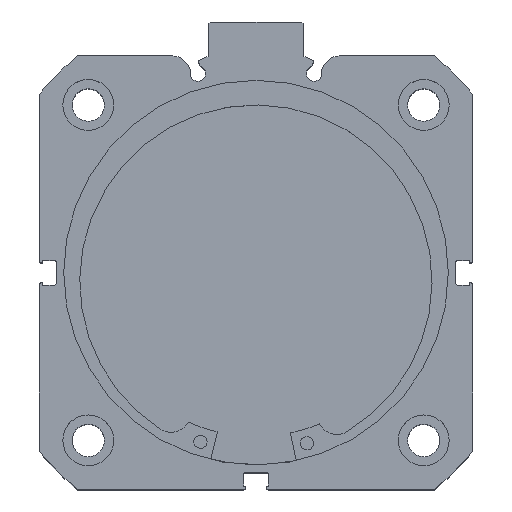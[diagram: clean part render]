
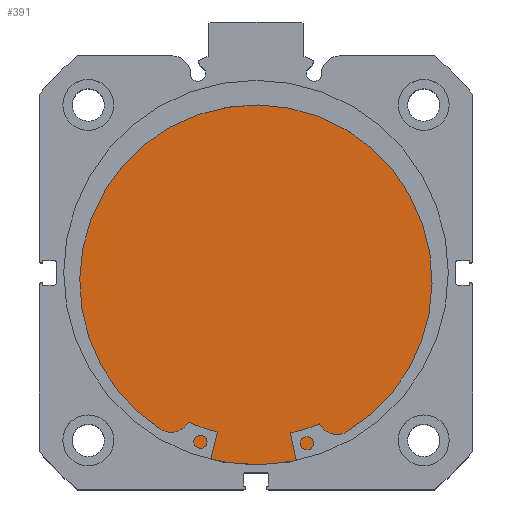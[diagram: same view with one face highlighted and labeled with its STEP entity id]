
A CAD part, top view. The second image highlights one B-rep face of the part: STEP entity #391.
In plain terms, the highlighted face is planar.
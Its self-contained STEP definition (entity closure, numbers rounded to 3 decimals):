
#391 = ADVANCED_FACE ( 'NONE', ( #1985 ), #1255, .F. ) ;
#834 = VERTEX_POINT ( 'NONE', #3109 ) ;
#839 = VERTEX_POINT ( 'NONE', #3114 ) ;
#1254 = CARTESIAN_POINT ( 'NONE',  ( 13., 51., 0. ) ) ;
#1255 = PLANE ( 'NONE',  #6364 ) ;
#1257 = DIRECTION ( 'NONE',  ( -1., 0., 0. ) ) ;
#1258 = DIRECTION ( 'NONE',  ( 0., 0., 1. ) ) ;
#1985 = FACE_OUTER_BOUND ( 'NONE', #6817, .T. ) ;
#2460 = CIRCLE ( 'NONE', #6582, 51. ) ;
#2479 = CIRCLE ( 'NONE', #6589, 51. ) ;
#3109 = CARTESIAN_POINT ( 'NONE',  ( 13., 0., -51. ) ) ;
#3114 = CARTESIAN_POINT ( 'NONE',  ( 13., 0., 51. ) ) ;
#3471 = CARTESIAN_POINT ( 'NONE',  ( 13., 0., 0. ) ) ;
#3487 = DIRECTION ( 'NONE',  ( -1., 0., 0. ) ) ;
#3488 = DIRECTION ( 'NONE',  ( 0., 0., 1. ) ) ;
#3517 = CARTESIAN_POINT ( 'NONE',  ( 13., 0., 0. ) ) ;
#3518 = DIRECTION ( 'NONE',  ( -1., 0., 0. ) ) ;
#3519 = DIRECTION ( 'NONE',  ( 0., 0., 1. ) ) ;
#4799 = ORIENTED_EDGE ( 'NONE', *, *, #5884, .F. ) ;
#4800 = ORIENTED_EDGE ( 'NONE', *, *, #5896, .F. ) ;
#5884 = EDGE_CURVE ( 'NONE', #834, #839, #2460, .T. ) ;
#5896 = EDGE_CURVE ( 'NONE', #839, #834, #2479, .T. ) ;
#6364 = AXIS2_PLACEMENT_3D ( 'NONE', #1254, #1257, #1258 ) ;
#6582 = AXIS2_PLACEMENT_3D ( 'NONE', #3471, #3487, #3488 ) ;
#6589 = AXIS2_PLACEMENT_3D ( 'NONE', #3517, #3518, #3519 ) ;
#6817 = EDGE_LOOP ( 'NONE', ( #4800, #4799 ) ) ;
